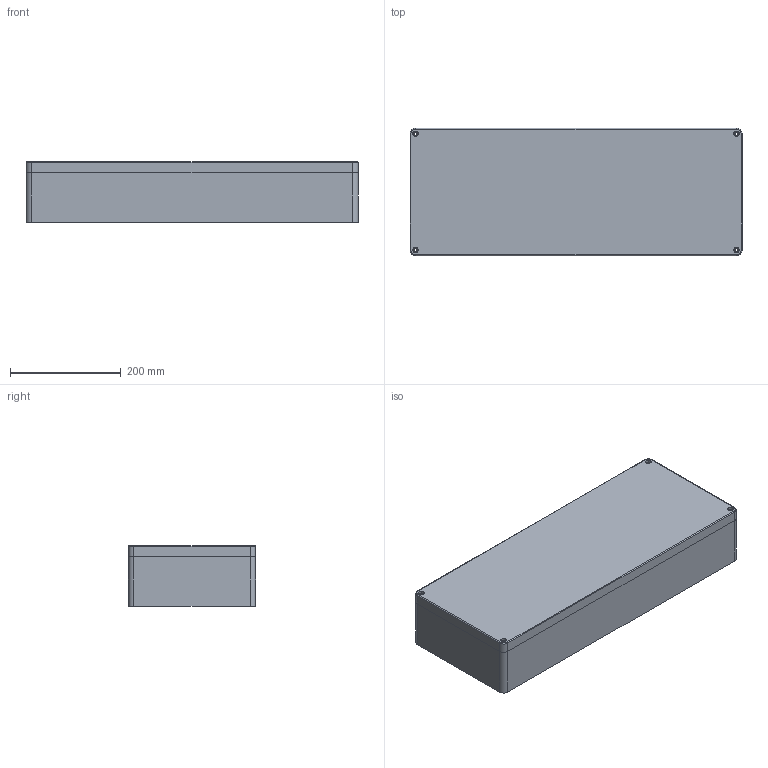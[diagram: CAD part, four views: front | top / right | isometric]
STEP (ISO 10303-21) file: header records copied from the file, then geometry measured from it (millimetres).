
FILE_DESCRIPTION((''),'2;1');
FILE_NAME('HALP236011_ASM','2009-01-21T',('pasi_koskela'),(''),'PRO/ENGINEER BY PARAMETRIC TECHNOLOGY CORPORATION, 2008250','PRO/ENGINEER BY PARAMETRIC TECHNOLOGY CORPORATION, 2008250','');
FILE_SCHEMA(('AUTOMOTIVE_DESIGN_CC2 { 1 2 10303 214 -1 1 5 2 }'));
Length unit declared in the file: millimetre
Products named in the file (3): HALP236009B; HALP236002L; HALP236011_ASM
Assembly tree (2 placements, depth 2):
  HALP236011_ASM
    HALP236009B
    HALP236002L
Bounding box: 600 x 230 x 110 mm (x, y, z)
Volume: 2207296.7 mm3; surface area: 944371.3 mm2
Topology: 2 solids, 22 shells, 325 faces, 792 edges, 502 vertices
Faces by surface type: cylinder 160, plane 107, cone 46, bspline 8, torus 4
Entity records: 12261 total; most frequent: DIRECTION 1776, CARTESIAN_POINT 1740, ORIENTED_EDGE 1504, PRESENTATION_STYLE_ASSIGNMENT 786, STYLED_ITEM 786, CURVE_STYLE 764, EDGE_CURVE 764, AXIS2_PLACEMENT_3D 700
